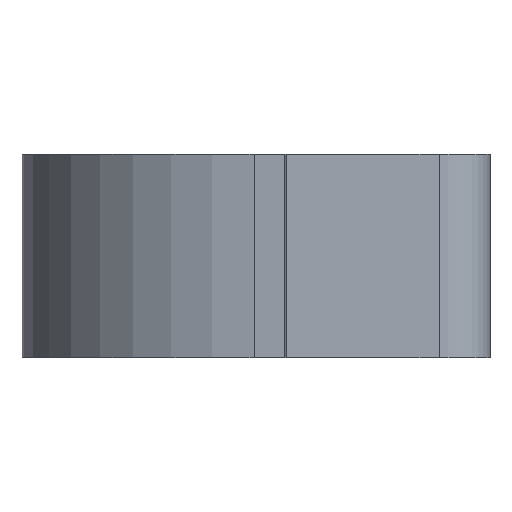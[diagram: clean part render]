
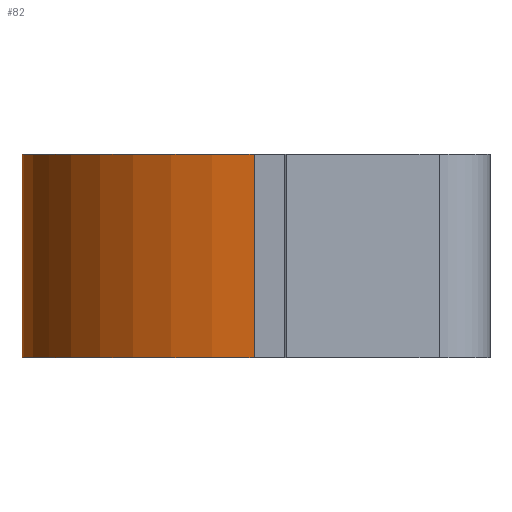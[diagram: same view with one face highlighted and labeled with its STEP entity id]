
A CAD part, left-side view. The second image highlights one B-rep face of the part: STEP entity #82.
In plain terms, the highlighted cylindrical face has radius 12.5 mm (diameter 25 mm), a partial arc.
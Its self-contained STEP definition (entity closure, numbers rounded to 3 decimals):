
#19 = DIRECTION ( 'NONE',  ( -1., 0., 0. ) ) ;
#38 = EDGE_CURVE ( 'NONE', #502, #517, #564, .T. ) ;
#39 = ORIENTED_EDGE ( 'NONE', *, *, #38, .F. ) ;
#50 = EDGE_LOOP ( 'NONE', ( #148, #39, #140, #489 ) ) ;
#82 = ADVANCED_FACE ( 'NONE', ( #538 ), #425, .T. ) ;
#96 = EDGE_CURVE ( 'NONE', #201, #124, #237, .T. ) ;
#119 = CARTESIAN_POINT ( 'NONE',  ( 12.5, 0., 5. ) ) ;
#124 = VERTEX_POINT ( 'NONE', #371 ) ;
#140 = ORIENTED_EDGE ( 'NONE', *, *, #264, .F. ) ;
#148 = ORIENTED_EDGE ( 'NONE', *, *, #184, .T. ) ;
#165 = DIRECTION ( 'NONE',  ( 0., 0., -1. ) ) ;
#184 = EDGE_CURVE ( 'NONE', #124, #517, #219, .T. ) ;
#189 = CARTESIAN_POINT ( 'NONE',  ( 12.5, 0., 5. ) ) ;
#191 = CARTESIAN_POINT ( 'NONE',  ( 0., 0., -5. ) ) ;
#201 = VERTEX_POINT ( 'NONE', #189 ) ;
#219 = CIRCLE ( 'NONE', #428, 12.5 ) ;
#224 = CARTESIAN_POINT ( 'NONE',  ( 0., 0., 5. ) ) ;
#237 = LINE ( 'NONE', #119, #565 ) ;
#264 = EDGE_CURVE ( 'NONE', #201, #502, #603, .T. ) ;
#315 = DIRECTION ( 'NONE',  ( 0., 0., -1. ) ) ;
#334 = DIRECTION ( 'NONE',  ( 1., 0., 0. ) ) ;
#371 = CARTESIAN_POINT ( 'NONE',  ( 12.5, 0., -5. ) ) ;
#425 = CYLINDRICAL_SURFACE ( 'NONE', #469, 12.5 ) ;
#428 = AXIS2_PLACEMENT_3D ( 'NONE', #191, #508, #334 ) ;
#436 = DIRECTION ( 'NONE',  ( 0., 0., -1. ) ) ;
#442 = AXIS2_PLACEMENT_3D ( 'NONE', #532, #595, #524 ) ;
#469 = AXIS2_PLACEMENT_3D ( 'NONE', #224, #436, #19 ) ;
#489 = ORIENTED_EDGE ( 'NONE', *, *, #96, .T. ) ;
#502 = VERTEX_POINT ( 'NONE', #549 ) ;
#508 = DIRECTION ( 'NONE',  ( 0., 0., 1. ) ) ;
#517 = VERTEX_POINT ( 'NONE', #523 ) ;
#523 = CARTESIAN_POINT ( 'NONE',  ( -12.452, 1.089, -5. ) ) ;
#524 = DIRECTION ( 'NONE',  ( 1., 0., 0. ) ) ;
#532 = CARTESIAN_POINT ( 'NONE',  ( 0., 0., 5. ) ) ;
#538 = FACE_OUTER_BOUND ( 'NONE', #50, .T. ) ;
#549 = CARTESIAN_POINT ( 'NONE',  ( -12.452, 1.089, 5. ) ) ;
#564 = LINE ( 'NONE', #584, #580 ) ;
#565 = VECTOR ( 'NONE', #165, 1000. ) ;
#580 = VECTOR ( 'NONE', #315, 1000. ) ;
#584 = CARTESIAN_POINT ( 'NONE',  ( -12.452, 1.089, 5. ) ) ;
#595 = DIRECTION ( 'NONE',  ( 0., 0., 1. ) ) ;
#603 = CIRCLE ( 'NONE', #442, 12.5 ) ;
